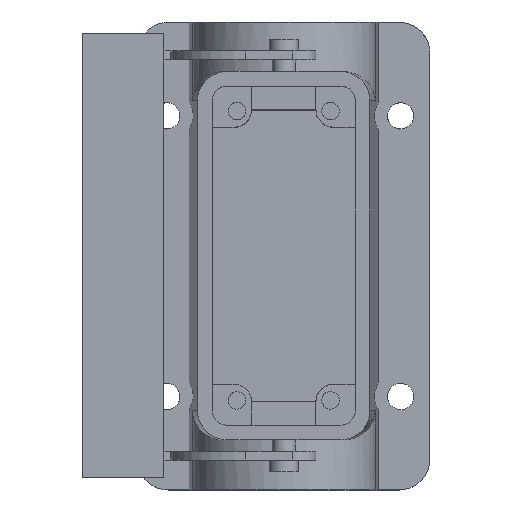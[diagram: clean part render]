
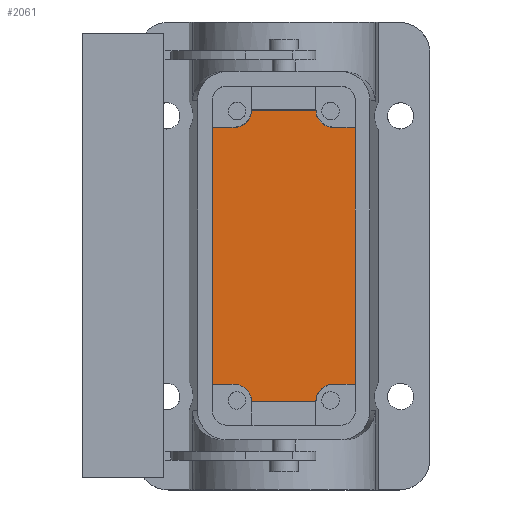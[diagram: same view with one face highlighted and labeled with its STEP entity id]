
A CAD part, top view. The second image highlights one B-rep face of the part: STEP entity #2061.
In plain terms, the highlighted planar face has unit normal (0, 0, 1).
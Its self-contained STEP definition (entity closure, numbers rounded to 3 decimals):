
#584=AXIS2_PLACEMENT_3D('Circle Axis2P3D',#582,#583,$) ;
#623=AXIS2_PLACEMENT_3D('Circle Axis2P3D',#621,#622,$) ;
#2005=AXIS2_PLACEMENT_3D('Plane Axis2P3D',#2002,#2003,#2004) ;
#2009=AXIS2_PLACEMENT_3D('Circle Axis2P3D',#2007,#2008,$) ;
#2037=AXIS2_PLACEMENT_3D('Circle Axis2P3D',#2035,#2036,$) ;
#558=CARTESIAN_POINT('Vertex',(46.75,18.,4.5)) ;
#561=CARTESIAN_POINT('Line Origine',(44.875,18.,4.5)) ;
#565=CARTESIAN_POINT('Vertex',(43.,18.,4.5)) ;
#582=CARTESIAN_POINT('Axis2P3D Location',(43.,15.,4.5)) ;
#586=CARTESIAN_POINT('Vertex',(40.,15.,4.5)) ;
#602=CARTESIAN_POINT('Line Origine',(34.5,15.,4.5)) ;
#606=CARTESIAN_POINT('Vertex',(29.,15.,4.5)) ;
#621=CARTESIAN_POINT('Axis2P3D Location',(26.,15.,4.5)) ;
#625=CARTESIAN_POINT('Vertex',(26.,18.,4.5)) ;
#640=CARTESIAN_POINT('Line Origine',(24.125,18.,4.5)) ;
#644=CARTESIAN_POINT('Vertex',(22.25,18.,4.5)) ;
#1981=CARTESIAN_POINT('Vertex',(46.75,62.,4.5)) ;
#1984=CARTESIAN_POINT('Line Origine',(46.75,40.,4.5)) ;
#2002=CARTESIAN_POINT('Axis2P3D Location',(34.5,40.,4.5)) ;
#2007=CARTESIAN_POINT('Axis2P3D Location',(26.,65.,4.5)) ;
#2011=CARTESIAN_POINT('Vertex',(26.,62.,4.5)) ;
#2013=CARTESIAN_POINT('Vertex',(29.,65.,4.5)) ;
#2016=CARTESIAN_POINT('Line Origine',(24.125,62.,4.5)) ;
#2020=CARTESIAN_POINT('Vertex',(22.25,62.,4.5)) ;
#2023=CARTESIAN_POINT('Line Origine',(22.25,40.,4.5)) ;
#2028=CARTESIAN_POINT('Line Origine',(44.875,62.,4.5)) ;
#2032=CARTESIAN_POINT('Vertex',(43.,62.,4.5)) ;
#2035=CARTESIAN_POINT('Axis2P3D Location',(43.,65.,4.5)) ;
#2039=CARTESIAN_POINT('Vertex',(40.,65.,4.5)) ;
#2042=CARTESIAN_POINT('Line Origine',(34.5,65.,4.5)) ;
#562=DIRECTION('Vector Direction',(1.,0.,0.)) ;
#583=DIRECTION('Axis2P3D Direction',(-0.,0.,-1.)) ;
#603=DIRECTION('Vector Direction',(-1.,0.,0.)) ;
#622=DIRECTION('Axis2P3D Direction',(0.,0.,-1.)) ;
#641=DIRECTION('Vector Direction',(-1.,0.,0.)) ;
#1985=DIRECTION('Vector Direction',(0.,-1.,0.)) ;
#2003=DIRECTION('Axis2P3D Direction',(-0.,0.,1.)) ;
#2004=DIRECTION('Axis2P3D XDirection',(0.,-1.,0.)) ;
#2008=DIRECTION('Axis2P3D Direction',(-0.,0.,1.)) ;
#2017=DIRECTION('Vector Direction',(-1.,0.,0.)) ;
#2024=DIRECTION('Vector Direction',(0.,1.,0.)) ;
#2029=DIRECTION('Vector Direction',(1.,0.,0.)) ;
#2036=DIRECTION('Axis2P3D Direction',(-0.,0.,1.)) ;
#2043=DIRECTION('Vector Direction',(-1.,0.,0.)) ;
#563=VECTOR('Line Direction',#562,1.) ;
#604=VECTOR('Line Direction',#603,1.) ;
#642=VECTOR('Line Direction',#641,1.) ;
#1986=VECTOR('Line Direction',#1985,1.) ;
#2018=VECTOR('Line Direction',#2017,1.) ;
#2025=VECTOR('Line Direction',#2024,1.) ;
#2030=VECTOR('Line Direction',#2029,1.) ;
#2044=VECTOR('Line Direction',#2043,1.) ;
#2048=ORIENTED_EDGE('',*,*,#2015,.F.) ;
#2049=ORIENTED_EDGE('',*,*,#2022,.T.) ;
#2050=ORIENTED_EDGE('',*,*,#2027,.T.) ;
#2051=ORIENTED_EDGE('',*,*,#646,.F.) ;
#2052=ORIENTED_EDGE('',*,*,#627,.F.) ;
#2053=ORIENTED_EDGE('',*,*,#608,.F.) ;
#2054=ORIENTED_EDGE('',*,*,#588,.F.) ;
#2055=ORIENTED_EDGE('',*,*,#567,.T.) ;
#2056=ORIENTED_EDGE('',*,*,#1988,.T.) ;
#2057=ORIENTED_EDGE('',*,*,#2034,.F.) ;
#2058=ORIENTED_EDGE('',*,*,#2041,.F.) ;
#2059=ORIENTED_EDGE('',*,*,#2046,.T.) ;
#2061=ADVANCED_FACE('Housing',(#2060),#2006,.T.) ;
#585=CIRCLE('generated circle',#584,3.) ;
#624=CIRCLE('generated circle',#623,3.) ;
#2010=CIRCLE('generated circle',#2009,3.) ;
#2038=CIRCLE('generated circle',#2037,3.) ;
#567=EDGE_CURVE('',#566,#559,#564,.T.) ;
#588=EDGE_CURVE('',#566,#587,#585,.F.) ;
#608=EDGE_CURVE('',#587,#607,#605,.T.) ;
#627=EDGE_CURVE('',#607,#626,#624,.F.) ;
#646=EDGE_CURVE('',#626,#645,#643,.T.) ;
#1988=EDGE_CURVE('',#559,#1982,#1987,.F.) ;
#2015=EDGE_CURVE('',#2012,#2014,#2010,.T.) ;
#2022=EDGE_CURVE('',#2012,#2021,#2019,.T.) ;
#2027=EDGE_CURVE('',#2021,#645,#2026,.F.) ;
#2034=EDGE_CURVE('',#2033,#1982,#2031,.T.) ;
#2041=EDGE_CURVE('',#2040,#2033,#2038,.T.) ;
#2046=EDGE_CURVE('',#2040,#2014,#2045,.T.) ;
#2047=EDGE_LOOP('',(#2048,#2049,#2050,#2051,#2052,#2053,#2054,#2055,#2056,#2057,#2058,#2059)) ;
#2060=FACE_OUTER_BOUND('',#2047,.T.) ;
#564=LINE('Line',#561,#563) ;
#605=LINE('Line',#602,#604) ;
#643=LINE('Line',#640,#642) ;
#1987=LINE('Line',#1984,#1986) ;
#2019=LINE('Line',#2016,#2018) ;
#2026=LINE('Line',#2023,#2025) ;
#2031=LINE('Line',#2028,#2030) ;
#2045=LINE('Line',#2042,#2044) ;
#2006=PLANE('',#2005) ;
#559=VERTEX_POINT('',#558) ;
#566=VERTEX_POINT('',#565) ;
#587=VERTEX_POINT('',#586) ;
#607=VERTEX_POINT('',#606) ;
#626=VERTEX_POINT('',#625) ;
#645=VERTEX_POINT('',#644) ;
#1982=VERTEX_POINT('',#1981) ;
#2012=VERTEX_POINT('',#2011) ;
#2014=VERTEX_POINT('',#2013) ;
#2021=VERTEX_POINT('',#2020) ;
#2033=VERTEX_POINT('',#2032) ;
#2040=VERTEX_POINT('',#2039) ;
